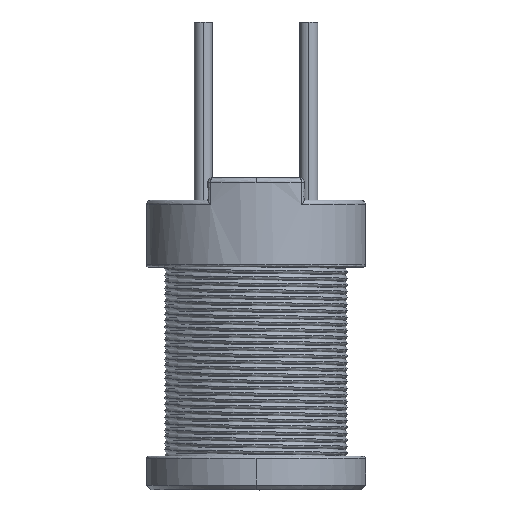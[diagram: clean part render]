
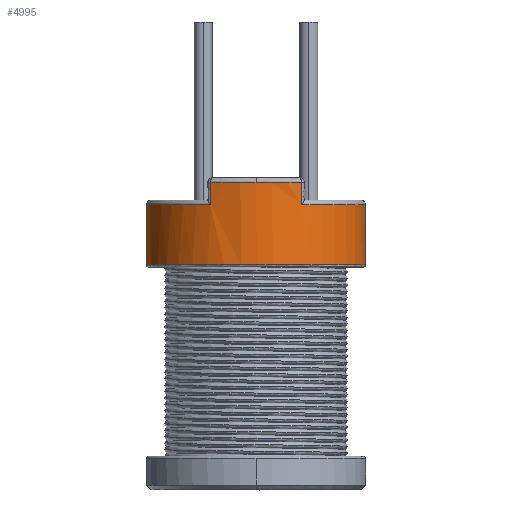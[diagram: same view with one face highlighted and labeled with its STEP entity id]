
A CAD part, top view. The second image highlights one B-rep face of the part: STEP entity #4995.
In plain terms, the highlighted free-form (B-spline) face has degree [2, 1] with [5, 2] control points.
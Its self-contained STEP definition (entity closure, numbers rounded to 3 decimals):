
#3658 = EDGE_CURVE('',#3659,#3661,#3663,.T.);
#3659 = VERTEX_POINT('',#3660);
#3660 = CARTESIAN_POINT('',(0.,8.791,5.46));
#3661 = VERTEX_POINT('',#3662);
#3662 = CARTESIAN_POINT('',(-2.23,8.791,
    4.984));
#3663 = ( BOUNDED_CURVE() B_SPLINE_CURVE(2,(#3664,#3665,#3666),
.UNSPECIFIED.,.F.,.F.) B_SPLINE_CURVE_WITH_KNOTS((3,3),(0.,
0.421),.PIECEWISE_BEZIER_KNOTS.) CURVE() 
GEOMETRIC_REPRESENTATION_ITEM() RATIONAL_B_SPLINE_CURVE((1.,
0.978,1.)) REPRESENTATION_ITEM('') );
#3664 = CARTESIAN_POINT('',(0.,8.791,5.46));
#3665 = CARTESIAN_POINT('',(-1.166,8.791,
    5.46));
#3666 = CARTESIAN_POINT('',(-2.23,8.791,
    4.984));
#4959 = EDGE_CURVE('',#4960,#4962,#4964,.T.);
#4960 = VERTEX_POINT('',#4961);
#4961 = CARTESIAN_POINT('',(-5.366,7.699,
    1.008));
#4962 = VERTEX_POINT('',#4963);
#4963 = CARTESIAN_POINT('',(-5.366,4.751,
    1.008));
#4964 = B_SPLINE_CURVE_WITH_KNOTS('',1,(#4965,#4966),.UNSPECIFIED.,.F.,
  .F.,(2,2),(0.2,2.9),.PIECEWISE_BEZIER_KNOTS.);
#4965 = CARTESIAN_POINT('',(-5.366,7.699,
    1.008));
#4966 = CARTESIAN_POINT('',(-5.366,4.751,
    1.008));
#4995 = ADVANCED_FACE('',(#4996),#5051,.T.);
#4996 = FACE_BOUND('',#4997,.T.);
#4997 = EDGE_LOOP('',(#4998,#5005,#5011,#5012,#5022,#5029,#5037,#5044,
    #5050));
#4998 = ORIENTED_EDGE('',*,*,#4999,.T.);
#4999 = EDGE_CURVE('',#3661,#5000,#5002,.T.);
#5000 = VERTEX_POINT('',#5001);
#5001 = CARTESIAN_POINT('',(-2.23,7.699,
    4.984));
#5002 = B_SPLINE_CURVE_WITH_KNOTS('',1,(#5003,#5004),.UNSPECIFIED.,.F.,
  .F.,(2,2),(-0.8,0.2),.PIECEWISE_BEZIER_KNOTS.);
#5003 = CARTESIAN_POINT('',(-2.23,8.791,
    4.984));
#5004 = CARTESIAN_POINT('',(-2.23,7.699,
    4.984));
#5005 = ORIENTED_EDGE('',*,*,#5006,.T.);
#5006 = EDGE_CURVE('',#5000,#4960,#5007,.T.);
#5007 = ( BOUNDED_CURVE() B_SPLINE_CURVE(2,(#5008,#5009,#5010),
.UNSPECIFIED.,.F.,.F.) B_SPLINE_CURVE_WITH_KNOTS((3,3),(3.562,
4.527),.PIECEWISE_BEZIER_KNOTS.) CURVE() 
GEOMETRIC_REPRESENTATION_ITEM() RATIONAL_B_SPLINE_CURVE((1.,
0.886,1.)) REPRESENTATION_ITEM('') );
#5008 = CARTESIAN_POINT('',(-2.23,7.699,
    4.984));
#5009 = CARTESIAN_POINT('',(-4.839,7.699,
    3.817));
#5010 = CARTESIAN_POINT('',(-5.366,7.699,
    1.008));
#5011 = ORIENTED_EDGE('',*,*,#4959,.T.);
#5012 = ORIENTED_EDGE('',*,*,#5013,.T.);
#5013 = EDGE_CURVE('',#4962,#5014,#5016,.T.);
#5014 = VERTEX_POINT('',#5015);
#5015 = CARTESIAN_POINT('',(5.366,4.751,1.008
    ));
#5016 = ( BOUNDED_CURVE() B_SPLINE_CURVE(2,(#5017,#5018,#5019,#5020,
#5021),.UNSPECIFIED.,.F.,.F.) B_SPLINE_CURVE_WITH_KNOTS((3,2,3),(
    1.756,3.142,4.527),
.PIECEWISE_BEZIER_KNOTS.) CURVE() GEOMETRIC_REPRESENTATION_ITEM() 
RATIONAL_B_SPLINE_CURVE((1.,0.77,1.,0.77,1.)) 
REPRESENTATION_ITEM('') );
#5017 = CARTESIAN_POINT('',(-5.366,4.751,
    1.008));
#5018 = CARTESIAN_POINT('',(-4.53,4.751,
    5.46));
#5019 = CARTESIAN_POINT('',(0.,4.751,
    5.46));
#5020 = CARTESIAN_POINT('',(4.53,4.751,5.46
    ));
#5021 = CARTESIAN_POINT('',(5.366,4.751,1.008
    ));
#5022 = ORIENTED_EDGE('',*,*,#5023,.F.);
#5023 = EDGE_CURVE('',#5024,#5014,#5026,.T.);
#5024 = VERTEX_POINT('',#5025);
#5025 = CARTESIAN_POINT('',(5.366,7.699,1.008
    ));
#5026 = B_SPLINE_CURVE_WITH_KNOTS('',1,(#5027,#5028),.UNSPECIFIED.,.F.,
  .F.,(2,2),(0.2,2.9),.PIECEWISE_BEZIER_KNOTS.);
#5027 = CARTESIAN_POINT('',(5.366,7.699,1.008
    ));
#5028 = CARTESIAN_POINT('',(5.366,4.751,1.008
    ));
#5029 = ORIENTED_EDGE('',*,*,#5030,.T.);
#5030 = EDGE_CURVE('',#5024,#5031,#5033,.T.);
#5031 = VERTEX_POINT('',#5032);
#5032 = CARTESIAN_POINT('',(2.23,7.699,4.984
    ));
#5033 = ( BOUNDED_CURVE() B_SPLINE_CURVE(2,(#5034,#5035,#5036),
.UNSPECIFIED.,.F.,.F.) B_SPLINE_CURVE_WITH_KNOTS((3,3),(1.756,
2.721),.PIECEWISE_BEZIER_KNOTS.) CURVE() 
GEOMETRIC_REPRESENTATION_ITEM() RATIONAL_B_SPLINE_CURVE((1.,
0.886,1.)) REPRESENTATION_ITEM('') );
#5034 = CARTESIAN_POINT('',(5.366,7.699,1.008
    ));
#5035 = CARTESIAN_POINT('',(4.839,7.699,3.817
    ));
#5036 = CARTESIAN_POINT('',(2.23,7.699,4.984
    ));
#5037 = ORIENTED_EDGE('',*,*,#5038,.T.);
#5038 = EDGE_CURVE('',#5031,#5039,#5041,.T.);
#5039 = VERTEX_POINT('',#5040);
#5040 = CARTESIAN_POINT('',(2.23,8.791,4.984
    ));
#5041 = B_SPLINE_CURVE_WITH_KNOTS('',1,(#5042,#5043),.UNSPECIFIED.,.F.,
  .F.,(2,2),(-0.2,0.8),.PIECEWISE_BEZIER_KNOTS.);
#5042 = CARTESIAN_POINT('',(2.23,7.699,4.984
    ));
#5043 = CARTESIAN_POINT('',(2.23,8.791,4.984
    ));
#5044 = ORIENTED_EDGE('',*,*,#5045,.T.);
#5045 = EDGE_CURVE('',#5039,#3659,#5046,.T.);
#5046 = ( BOUNDED_CURVE() B_SPLINE_CURVE(2,(#5047,#5048,#5049),
.UNSPECIFIED.,.F.,.F.) B_SPLINE_CURVE_WITH_KNOTS((3,3),(5.862,
6.283),.PIECEWISE_BEZIER_KNOTS.) CURVE() 
GEOMETRIC_REPRESENTATION_ITEM() RATIONAL_B_SPLINE_CURVE((1.,
0.978,1.)) REPRESENTATION_ITEM('') );
#5047 = CARTESIAN_POINT('',(2.23,8.791,4.984
    ));
#5048 = CARTESIAN_POINT('',(1.166,8.791,5.46
    ));
#5049 = CARTESIAN_POINT('',(0.,8.791,
    5.46));
#5050 = ORIENTED_EDGE('',*,*,#3658,.T.);
#5051 = ( BOUNDED_SURFACE() B_SPLINE_SURFACE(2,1,(
    (#5052,#5053)
    ,(#5054,#5055)
    ,(#5056,#5057)
    ,(#5058,#5059)
    ,(#5060,#5061
)),.UNSPECIFIED.,.F.,.F.,.F.) B_SPLINE_SURFACE_WITH_KNOTS((3,2,3),(2,2),
  (1.756,3.142,4.527),(-0.8,2.9),
.PIECEWISE_BEZIER_KNOTS.) GEOMETRIC_REPRESENTATION_ITEM() 
RATIONAL_B_SPLINE_SURFACE((
    (1.,1.)
    ,(0.77,0.77)
    ,(1.,1.)
    ,(0.77,0.77)
,(1.,1.))) REPRESENTATION_ITEM('') SURFACE() );
#5052 = CARTESIAN_POINT('',(5.366,8.791,1.008
    ));
#5053 = CARTESIAN_POINT('',(5.366,4.751,1.008
    ));
#5054 = CARTESIAN_POINT('',(4.53,8.791,5.46
    ));
#5055 = CARTESIAN_POINT('',(4.53,4.751,5.46
    ));
#5056 = CARTESIAN_POINT('',(0.,8.791,
    5.46));
#5057 = CARTESIAN_POINT('',(0.,4.751,
    5.46));
#5058 = CARTESIAN_POINT('',(-4.53,8.791,
    5.46));
#5059 = CARTESIAN_POINT('',(-4.53,4.751,
    5.46));
#5060 = CARTESIAN_POINT('',(-5.366,8.791,
    1.008));
#5061 = CARTESIAN_POINT('',(-5.366,4.751,
    1.008));
